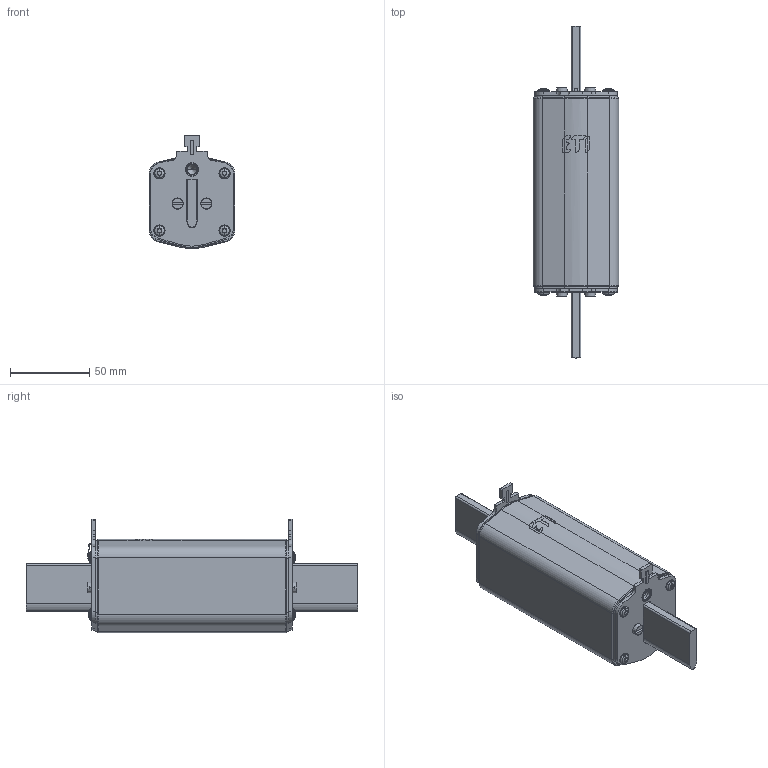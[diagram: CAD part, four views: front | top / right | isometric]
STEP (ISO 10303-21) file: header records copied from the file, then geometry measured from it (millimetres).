
FILE_DESCRIPTION((''),'2;1');
FILE_NAME('004734221_ASM','2021-12-10T',('said.beganovic'),('Audax d.o.o.'),'CREO PARAMETRIC BY PTC INC, 2017020','CREO PARAMETRIC BY PTC INC, 2017020','');
FILE_SCHEMA(('AUTOMOTIVE_DESIGN { 1 0 10303 214 1 1 1 1 }'));
Length unit declared in the file: millimetre
Products named in the file (12): 0000017463; 0000018281; 0000017639_AF0; 0000017520_AF0; 0000018143_ASM; 0000018200; 0000015419; 0000004154; 0000017080; 0000017079; 0000016201_AF0; 004734221_ASM
Assembly tree (24 placements, depth 3):
  004734221_ASM
    0000017463
    0000018281  x2
    0000018143_ASM  x2
      0000017639_AF0
      0000017520_AF0
    0000018200  x2
    0000015419  x4
    0000004154  x8
    0000017080
    0000017079
    0000016201_AF0
Bounding box: 54 x 209 x 71.26 mm (x, y, z)
Volume: 377310.9 mm3; surface area: 72644.7 mm2
Topology: 24 solids, 48 shells, 918 faces, 2311 edges, 1454 vertices
Faces by surface type: cylinder 418, plane 270, cone 68, torus 68, bspline 45, extrusion 33, sphere 16
Entity records: 28432 total; most frequent: CARTESIAN_POINT 5388, DIRECTION 2717, ORIENTED_EDGE 2436, PRESENTATION_STYLE_ASSIGNMENT 1813, STYLED_ITEM 1757, CURVE_STYLE 1276, EDGE_CURVE 1243, AXIS2_PLACEMENT_3D 1049
